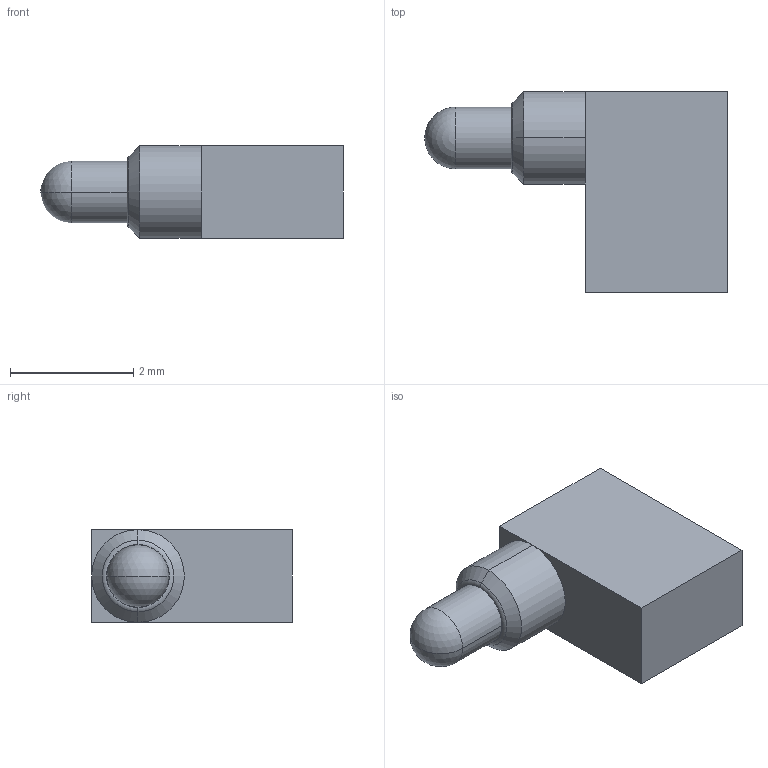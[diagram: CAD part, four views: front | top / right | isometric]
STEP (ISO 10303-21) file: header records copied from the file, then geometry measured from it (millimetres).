
FILE_DESCRIPTION (( 'STEP AP214' ), '1' );
FILE_NAME ('UEBK-13139_2017_08_24.STEP', '2017-08-25T12:16:41', ( '' ), ( '' ), 'SwSTEP 2.0', 'SolidWorks 2017', '' );
FILE_SCHEMA (( 'AUTOMOTIVE_DESIGN' ));
Length unit declared in the file: millimetre
Products named in the file (1): UEBK-13139_2017_08_24
Bounding box: 4.9 x 3.25 x 1.5 mm (x, y, z)
Volume: 14.2 mm3; surface area: 40.2 mm2
Topology: 1 solids, 1 shells, 19 faces, 42 edges, 24 vertices
Faces by surface type: plane 9, cylinder 4, sphere 2, torus 2, cone 2
Entity records: 523 total; most frequent: DIRECTION 95, CARTESIAN_POINT 80, ORIENTED_EDGE 76, EDGE_CURVE 38, AXIS2_PLACEMENT_3D 37, VERTEX_POINT 22, LINE 21, VECTOR 21
